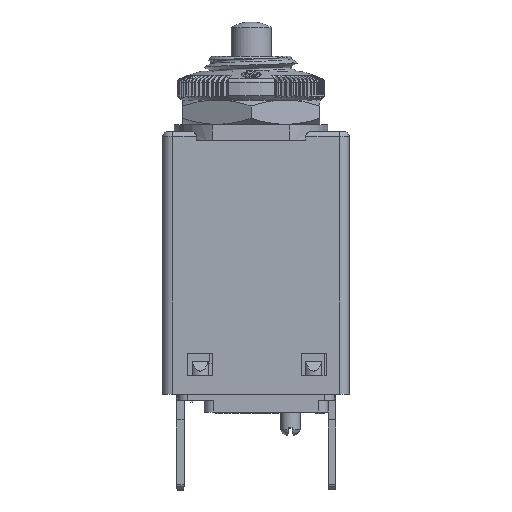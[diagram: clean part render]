
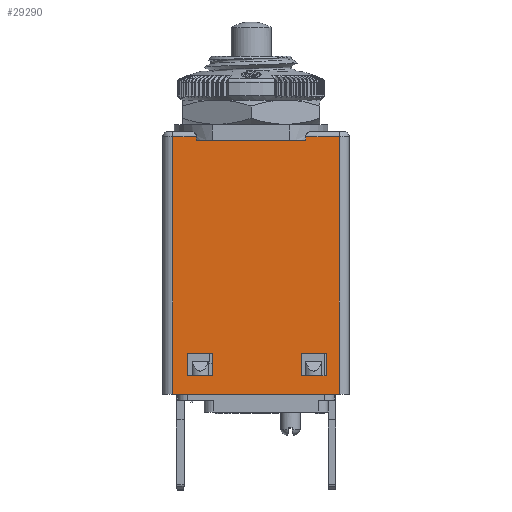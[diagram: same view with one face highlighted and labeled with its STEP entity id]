
A CAD part, top view. The second image highlights one B-rep face of the part: STEP entity #29290.
In plain terms, the highlighted planar face has unit normal (0, 0, 1).
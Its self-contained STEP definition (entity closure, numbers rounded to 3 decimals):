
#1010=DIRECTION('',(1.,0.,0.));
#1011=VECTOR('',#1010,2.5);
#1012=CARTESIAN_POINT('',(-6.45,2.37,5.5));
#1013=LINE('',#1012,#1011);
#1014=DIRECTION('',(0.,1.,0.));
#1015=VECTOR('',#1014,2.3);
#1016=CARTESIAN_POINT('',(-3.95,2.37,5.5));
#1017=LINE('',#1016,#1015);
#1018=DIRECTION('',(-1.,0.,0.));
#1019=VECTOR('',#1018,2.5);
#1020=CARTESIAN_POINT('',(-3.95,4.67,5.5));
#1021=LINE('',#1020,#1019);
#1022=DIRECTION('',(0.,-1.,0.));
#1023=VECTOR('',#1022,2.3);
#1024=CARTESIAN_POINT('',(-6.45,4.67,5.5));
#1025=LINE('',#1024,#1023);
#1026=DIRECTION('',(0.,-1.,0.));
#1027=VECTOR('',#1026,2.3);
#1028=CARTESIAN_POINT('',(5.15,4.67,5.5));
#1029=LINE('',#1028,#1027);
#1030=DIRECTION('',(1.,0.,0.));
#1031=VECTOR('',#1030,2.5);
#1032=CARTESIAN_POINT('',(5.15,2.37,5.5));
#1033=LINE('',#1032,#1031);
#1034=DIRECTION('',(0.,1.,0.));
#1035=VECTOR('',#1034,2.3);
#1036=CARTESIAN_POINT('',(7.65,2.37,5.5));
#1037=LINE('',#1036,#1035);
#1038=DIRECTION('',(-1.,0.,0.));
#1039=VECTOR('',#1038,2.5);
#1040=CARTESIAN_POINT('',(7.65,4.67,5.5));
#1041=LINE('',#1040,#1039);
#1042=DIRECTION('',(-1.,0.,0.));
#1043=VECTOR('',#1042,2.413);
#1044=CARTESIAN_POINT('',(-5.587,26.8,5.5));
#1045=LINE('',#1044,#1043);
#1046=DIRECTION('',(0.,1.,0.));
#1047=VECTOR('',#1046,0.4);
#1048=CARTESIAN_POINT('',(-5.587,26.4,5.5));
#1049=LINE('',#1048,#1047);
#1050=DIRECTION('',(-1.,0.,0.));
#1051=VECTOR('',#1050,11.174);
#1052=CARTESIAN_POINT('',(5.587,26.4,5.5));
#1053=LINE('',#1052,#1051);
#1054=DIRECTION('',(0.,1.,0.));
#1055=VECTOR('',#1054,0.4);
#1056=CARTESIAN_POINT('',(5.587,26.4,5.5));
#1057=LINE('',#1056,#1055);
#1058=DIRECTION('',(-1.,0.,0.));
#1059=VECTOR('',#1058,3.413);
#1060=CARTESIAN_POINT('',(9.,26.8,5.5));
#1061=LINE('',#1060,#1059);
#1062=DIRECTION('',(0.,1.,0.));
#1063=VECTOR('',#1062,26.3);
#1064=CARTESIAN_POINT('',(9.,0.5,5.5));
#1065=LINE('',#1064,#1063);
#1066=DIRECTION('',(1.,0.,0.));
#1067=VECTOR('',#1066,17.);
#1068=CARTESIAN_POINT('',(-8.,0.5,5.5));
#1069=LINE('',#1068,#1067);
#1070=DIRECTION('',(0.,-1.,0.));
#1071=VECTOR('',#1070,26.3);
#1072=CARTESIAN_POINT('',(-8.,26.8,5.5));
#1073=LINE('',#1072,#1071);
#25520=CARTESIAN_POINT('',(5.587,26.4,5.5));
#25521=CARTESIAN_POINT('',(-5.587,26.4,5.5));
#25522=VERTEX_POINT('',#25520);
#25523=VERTEX_POINT('',#25521);
#25544=CARTESIAN_POINT('',(-6.45,2.37,5.5));
#25545=CARTESIAN_POINT('',(-3.95,2.37,5.5));
#25546=VERTEX_POINT('',#25544);
#25547=VERTEX_POINT('',#25545);
#25548=CARTESIAN_POINT('',(-3.95,4.67,5.5));
#25549=VERTEX_POINT('',#25548);
#25550=CARTESIAN_POINT('',(-6.45,4.67,5.5));
#25551=VERTEX_POINT('',#25550);
#25552=CARTESIAN_POINT('',(5.15,4.67,5.5));
#25553=CARTESIAN_POINT('',(5.15,2.37,5.5));
#25554=VERTEX_POINT('',#25552);
#25555=VERTEX_POINT('',#25553);
#25556=CARTESIAN_POINT('',(7.65,2.37,5.5));
#25557=VERTEX_POINT('',#25556);
#25558=CARTESIAN_POINT('',(7.65,4.67,5.5));
#25559=VERTEX_POINT('',#25558);
#25662=CARTESIAN_POINT('',(-8.,0.5,5.5));
#25664=VERTEX_POINT('',#25662);
#25667=CARTESIAN_POINT('',(9.,0.5,5.5));
#25669=VERTEX_POINT('',#25667);
#25694=CARTESIAN_POINT('',(-8.,26.8,5.5));
#25695=VERTEX_POINT('',#25694);
#25698=CARTESIAN_POINT('',(-5.587,26.8,5.5));
#25699=VERTEX_POINT('',#25698);
#25706=CARTESIAN_POINT('',(9.,26.8,5.5));
#25707=CARTESIAN_POINT('',(5.587,26.8,5.5));
#25708=VERTEX_POINT('',#25706);
#25709=VERTEX_POINT('',#25707);
#29253=CARTESIAN_POINT('',(0.,0.5,5.5));
#29254=DIRECTION('',(0.,0.,1.));
#29255=DIRECTION('',(1.,0.,0.));
#29256=AXIS2_PLACEMENT_3D('',#29253,#29254,#29255);
#29257=PLANE('',#29256);
#29259=ORIENTED_EDGE('',*,*,#29258,.F.);
#29260=ORIENTED_EDGE('',*,*,#28809,.F.);
#29262=ORIENTED_EDGE('',*,*,#29261,.F.);
#29264=ORIENTED_EDGE('',*,*,#29263,.T.);
#29266=ORIENTED_EDGE('',*,*,#29265,.F.);
#29268=ORIENTED_EDGE('',*,*,#29267,.F.);
#29269=ORIENTED_EDGE('',*,*,#28462,.F.);
#29270=ORIENTED_EDGE('',*,*,#28648,.F.);
#29271=EDGE_LOOP('',(#29259,#29260,#29262,#29264,#29266,#29268,#29269,#29270));
#29272=FACE_OUTER_BOUND('',#29271,.F.);
#29273=ORIENTED_EDGE('',*,*,#29230,.T.);
#29274=ORIENTED_EDGE('',*,*,#29216,.T.);
#29276=ORIENTED_EDGE('',*,*,#29275,.T.);
#29278=ORIENTED_EDGE('',*,*,#29277,.T.);
#29279=EDGE_LOOP('',(#29273,#29274,#29276,#29278));
#29280=FACE_BOUND('',#29279,.F.);
#29281=ORIENTED_EDGE('',*,*,#28939,.T.);
#29283=ORIENTED_EDGE('',*,*,#29282,.T.);
#29285=ORIENTED_EDGE('',*,*,#29284,.T.);
#29287=ORIENTED_EDGE('',*,*,#29286,.T.);
#29288=EDGE_LOOP('',(#29281,#29283,#29285,#29287));
#29289=FACE_BOUND('',#29288,.F.);
#28462=EDGE_CURVE('',#25664,#25669,#1069,.T.);
#28648=EDGE_CURVE('',#25695,#25664,#1073,.T.);
#28809=EDGE_CURVE('',#25523,#25699,#1049,.T.);
#28939=EDGE_CURVE('',#25546,#25547,#1013,.T.);
#29216=EDGE_CURVE('',#25555,#25557,#1033,.T.);
#29230=EDGE_CURVE('',#25554,#25555,#1029,.T.);
#29258=EDGE_CURVE('',#25699,#25695,#1045,.T.);
#29261=EDGE_CURVE('',#25522,#25523,#1053,.T.);
#29263=EDGE_CURVE('',#25522,#25709,#1057,.T.);
#29265=EDGE_CURVE('',#25708,#25709,#1061,.T.);
#29267=EDGE_CURVE('',#25669,#25708,#1065,.T.);
#29275=EDGE_CURVE('',#25557,#25559,#1037,.T.);
#29277=EDGE_CURVE('',#25559,#25554,#1041,.T.);
#29282=EDGE_CURVE('',#25547,#25549,#1017,.T.);
#29284=EDGE_CURVE('',#25549,#25551,#1021,.T.);
#29286=EDGE_CURVE('',#25551,#25546,#1025,.T.);
#29290=ADVANCED_FACE('',(#29272,#29280,#29289),#29257,.T.);
